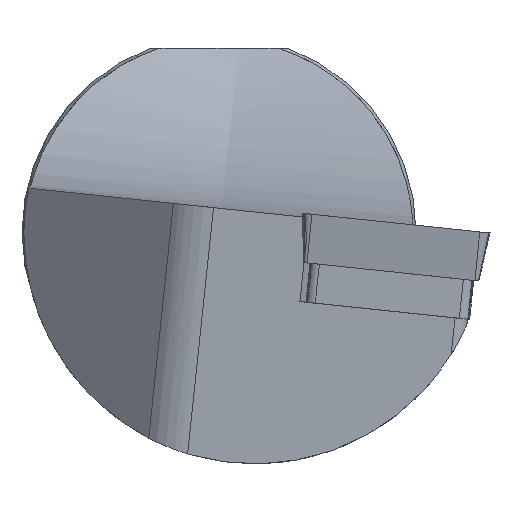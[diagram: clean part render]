
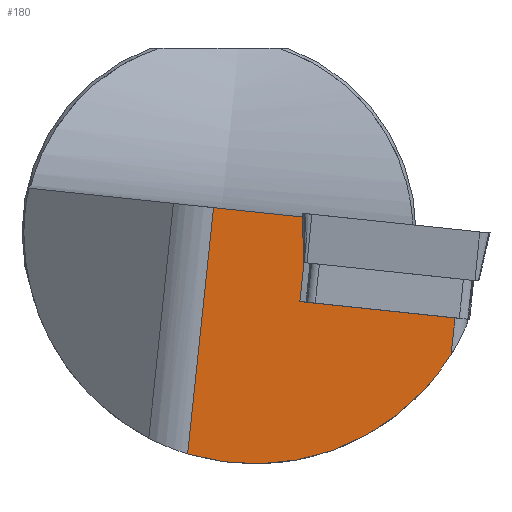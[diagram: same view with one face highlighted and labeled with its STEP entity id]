
A CAD part, left-side view. The second image highlights one B-rep face of the part: STEP entity #180.
In plain terms, the highlighted planar face has unit normal (-0.999, 0.052, 0.005).
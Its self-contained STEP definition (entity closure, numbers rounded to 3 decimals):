
#131=ELLIPSE('',#850,18.775,18.75);
#135=B_SPLINE_CURVE_WITH_KNOTS('',3,(#1105,#1106,#1107,#1108),
 .UNSPECIFIED.,.F.,.F.,(4,4),(0.,1.),.UNSPECIFIED.);
#159=B_SPLINE_CURVE_WITH_KNOTS('',3,(#1597,#1598,#1599,#1600,#1601,#1602,
#1603),.UNSPECIFIED.,.F.,.F.,(4,3,4),(0.,0.213,1.),
 .UNSPECIFIED.);
#180=ADVANCED_FACE('',(#242),#211,.F.);
#211=PLANE('',#851);
#242=FACE_OUTER_BOUND('',#284,.T.);
#284=EDGE_LOOP('',(#504,#505,#506,#507,#508,#509,#510,#511,#512));
#312=LINE('',#1089,#363);
#328=LINE('',#1927,#379);
#329=LINE('',#1929,#380);
#330=LINE('',#1932,#381);
#331=LINE('',#1933,#382);
#332=LINE('',#1936,#383);
#363=VECTOR('',#899,1.);
#379=VECTOR('',#967,1.);
#380=VECTOR('',#970,1.);
#381=VECTOR('',#971,1.);
#382=VECTOR('',#972,1.);
#383=VECTOR('',#975,1.);
#504=ORIENTED_EDGE('',*,*,#752,.T.);
#505=ORIENTED_EDGE('',*,*,#753,.T.);
#506=ORIENTED_EDGE('',*,*,#697,.T.);
#507=ORIENTED_EDGE('',*,*,#754,.T.);
#508=ORIENTED_EDGE('',*,*,#705,.T.);
#509=ORIENTED_EDGE('',*,*,#746,.T.);
#510=ORIENTED_EDGE('',*,*,#751,.T.);
#511=ORIENTED_EDGE('',*,*,#755,.T.);
#512=ORIENTED_EDGE('',*,*,#756,.F.);
#626=VERTEX_POINT('',#1088);
#627=VERTEX_POINT('',#1090);
#633=VERTEX_POINT('',#1109);
#634=VERTEX_POINT('',#1110);
#663=VERTEX_POINT('',#1596);
#666=VERTEX_POINT('',#1926);
#667=VERTEX_POINT('',#1930);
#668=VERTEX_POINT('',#1931);
#669=VERTEX_POINT('',#1935);
#697=EDGE_CURVE('',#627,#626,#312,.T.);
#705=EDGE_CURVE('',#633,#634,#135,.T.);
#746=EDGE_CURVE('',#634,#663,#159,.T.);
#751=EDGE_CURVE('',#663,#666,#328,.T.);
#752=EDGE_CURVE('',#667,#668,#329,.T.);
#753=EDGE_CURVE('',#668,#627,#330,.T.);
#754=EDGE_CURVE('',#626,#633,#331,.T.);
#755=EDGE_CURVE('',#666,#669,#131,.T.);
#756=EDGE_CURVE('',#667,#669,#332,.T.);
#850=AXIS2_PLACEMENT_3D('',#1934,#973,#974);
#851=AXIS2_PLACEMENT_3D('',#1937,#976,#977);
#899=DIRECTION('',(0.,-0.105,0.995));
#967=DIRECTION('',(0.,0.105,-0.995));
#970=DIRECTION('',(0.052,0.993,0.104));
#971=DIRECTION('',(0.052,0.993,0.104));
#972=DIRECTION('',(0.007,0.036,0.999));
#973=DIRECTION('',(-0.999,0.052,0.005));
#974=DIRECTION('',(-0.052,-0.993,-0.104));
#975=DIRECTION('',(0.,0.105,-0.995));
#976=DIRECTION('',(0.999,-0.052,-0.005));
#977=DIRECTION('',(0.052,0.999,0.));
#1088=CARTESIAN_POINT('',(2.091,-7.083,-0.585));
#1089=CARTESIAN_POINT('',(2.091,-9.652,23.852));
#1090=CARTESIAN_POINT('',(2.091,-6.559,-5.57));
#1105=CARTESIAN_POINT('',(2.104,-7.017,1.27));
#1106=CARTESIAN_POINT('',(2.106,-6.975,1.274));
#1107=CARTESIAN_POINT('',(2.109,-6.934,1.279));
#1108=CARTESIAN_POINT('',(2.111,-6.893,1.283));
#1109=CARTESIAN_POINT('',(2.104,-7.017,1.27));
#1110=CARTESIAN_POINT('',(2.111,-6.893,1.283));
#1596=CARTESIAN_POINT('',(2.495,0.448,2.054));
#1597=CARTESIAN_POINT('',(2.111,-6.893,1.283));
#1598=CARTESIAN_POINT('',(2.138,-6.372,1.338));
#1599=CARTESIAN_POINT('',(2.165,-5.852,1.392));
#1600=CARTESIAN_POINT('',(2.193,-5.331,1.447));
#1601=CARTESIAN_POINT('',(2.293,-3.405,1.65));
#1602=CARTESIAN_POINT('',(2.394,-1.478,1.852));
#1603=CARTESIAN_POINT('',(2.495,0.448,2.054));
#1926=CARTESIAN_POINT('',(2.495,2.55,-17.941));
#1927=CARTESIAN_POINT('',(2.495,-42.833,413.845));
#1929=CARTESIAN_POINT('',(2.495,1.164,-4.758));
#1930=CARTESIAN_POINT('',(1.431,-19.154,-6.894));
#1931=CARTESIAN_POINT('',(2.052,-7.295,-5.647));
#1932=CARTESIAN_POINT('',(2.495,1.164,-4.758));
#1933=CARTESIAN_POINT('',(2.07,-7.185,-3.402));
#1934=CARTESIAN_POINT('',(2.311,-2.9,0.));
#1935=CARTESIAN_POINT('',(1.431,-18.841,-9.871));
#1936=CARTESIAN_POINT('',(1.431,-63.151,411.709));
#1937=CARTESIAN_POINT('',(2.495,-42.833,413.845));
